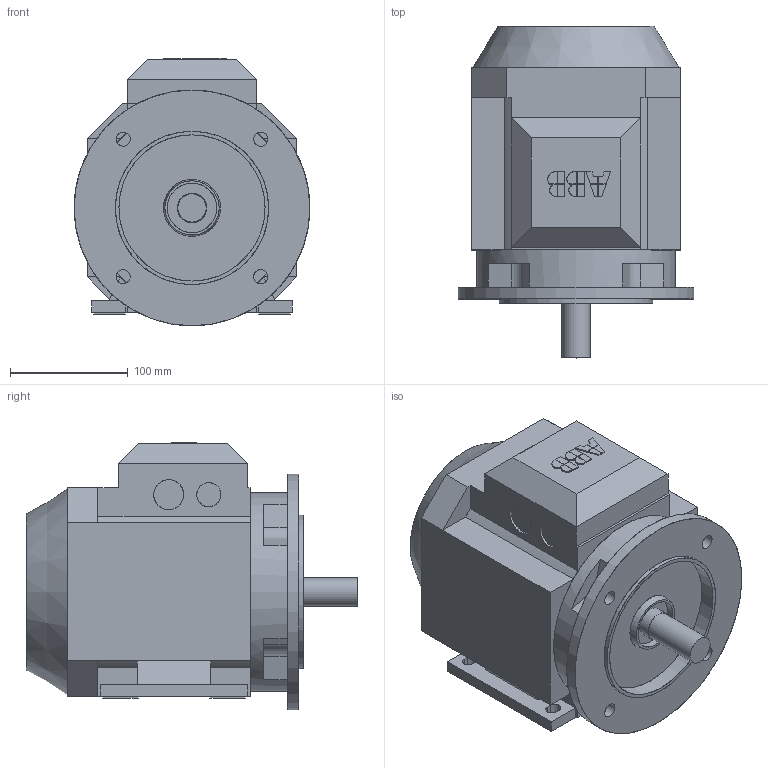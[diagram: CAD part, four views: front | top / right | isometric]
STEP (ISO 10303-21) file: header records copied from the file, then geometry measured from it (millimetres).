
FILE_DESCRIPTION(/* description */ (''),/* implementation_level */ '2;1');
FILE_NAME(/* name */ 'M2AA IE2 90S B35.stp',/* time_stamp */ '2015-08-10T13:34:01+02:00',/* author */ (''),/* organization */ (''),/* preprocessor_version */ 'ST-DEVELOPER v14',/* originating_system */ 'SIEMENS PLM Software NX 8.0',/* authorisation */ '');
FILE_SCHEMA (('AUTOMOTIVE_DESIGN { 1 0 10303 214 3 1 1 1 }'));
Length unit declared in the file: millimetre
Products named in the file (1): M2AA IE2 90S B35_stp
Bounding box: 200 x 281.5 x 227 mm (x, y, z)
Surface area: 267392.6 mm2 (no closed solid volume)
Topology: 0 solids, 207 shells, 207 faces, 1019 edges, 1002 vertices
Faces by surface type: plane 162, cylinder 33, bspline 10, cone 2
Full cylindrical faces by diameter (mm): 12 x4, 20.4 x2, 24 x1, 25 x1, 25.4 x2, 42 x1, 124 x1, 130 x1, 168.5 x1, 200 x1
Entity records: 12772 total; most frequent: CARTESIAN_POINT 3465, DIRECTION 1382, ORIENTED_EDGE 1002, VERTEX_POINT 1002, EDGE_CURVE 1002, LINE 788, VECTOR 788, AXIS2_PLACEMENT_3D 297
